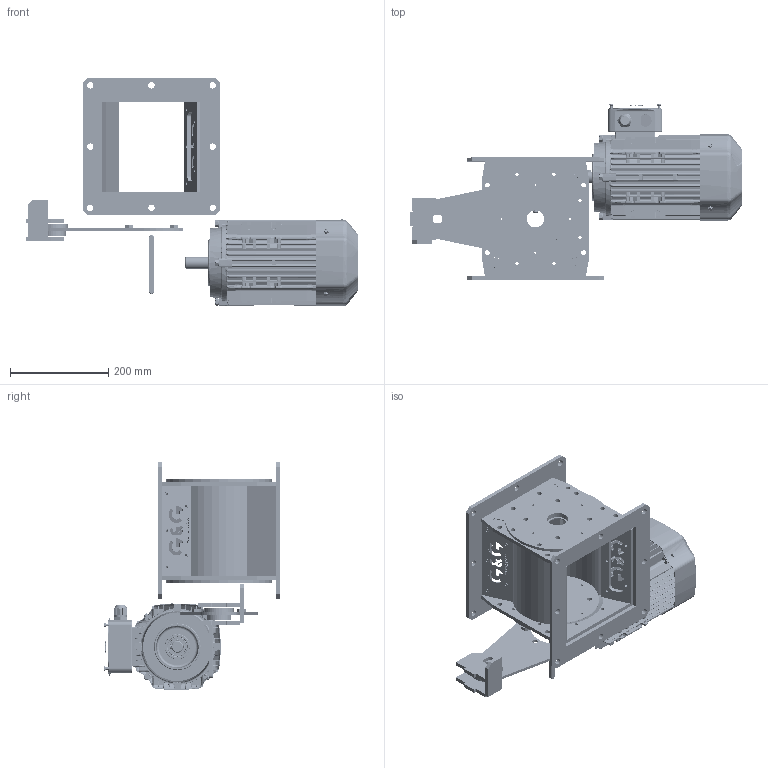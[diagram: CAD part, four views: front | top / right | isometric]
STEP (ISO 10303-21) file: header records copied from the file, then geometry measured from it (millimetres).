
FILE_DESCRIPTION (( 'STEP AP203' ), '1' );
FILE_NAME ('RPHL02.STEP', '2023-11-07T14:12:43', ( '' ), ( '' ), 'SwSTEP 2.0', 'SolidWorks 2022', '' );
FILE_SCHEMA (( 'CONFIG_CONTROL_DESIGN' ));
Length unit declared in the file: millimetre
Products named in the file (26): RP-D001-46 - FLANGE_Výchozí; RP-M004-01 - LOGO COVER_Výchozí; RP-S067-03 - COLLAR_Výchozí; _P_085_BR_R_90_67,00_C_0_-T_B3_-.3d-2_Výchozí; _P_085_BR_R_90_67,00_C_0_-T_B3_-.3d_Výchozí; RP-S162-02 FRONT_Výchozí; RP-D000-67 - COVER_Výchozí; RP-S067-05 - COVER_Výchozí; RP-S187-02 - STRIP_Výchozí; RP-S187-00 - WLDM ANCHOR 20_Výchozí; RP-S067-01 FLANGE_Výchozí; GE3-90S-B14.step_Výchozí; _P_085_BR_R_90_67,00_C_0_-T_B3_-.3d-1_Výchozí; PERO 10e7 x 8 x 120_Výchozí; RP-D000-68 - COVER LOGO_Výchozí; RP-D000-66 - SEAL_Výchozí; RPGG 20-20 HL - EM_Výchozí; RP-S187-03 - STRIP 2_Výchozí; RPHL02; RP-S187-01 - ANGLE_Výchozí; RP-S162-00 WLDM BODY_OBR; RP-S067-04 - COVER_Výchozí
Assembly tree (29 placements, depth 4):
  RPHL02
    RPGG 20-20 HL - EM_Výchozí
      RP-S162-00 WLDM BODY_OBR
        RP-S067-01 FLANGE_Výchozí  x2
        RP-S162-02 FRONT_Výchozí
        RP-S162-02 FRONT_Výchozí
        RP-S067-03 - COLLAR_Výchozí
        RP-S067-03 - COLLAR_Výchozí
        RP-S067-04 - COVER_Výchozí
        RP-S067-05 - COVER_Výchozí
        RP-S067-05 - COVER_Výchozí
        RP-S067-04 - COVER_Výchozí
      RP-D001-46 - FLANGE_Výchozí  x2
      RP-D000-66 - SEAL_Výchozí
      RP-M004-01 - LOGO COVER_Výchozí  x2
        RP-D000-67 - COVER_Výchozí
        RP-D000-68 - COVER LOGO_Výchozí
      PERO 10e7 x 8 x 120_Výchozí
      RP-S187-00 - WLDM ANCHOR 20_Výchozí
        RP-S187-01 - ANGLE_Výchozí
        RP-S187-02 - STRIP_Výchozí  x2
        RP-S187-03 - STRIP 2_Výchozí
      _P_085_BR_R_90_67,00_C_0_-T_B3_-.3d_Výchozí
        _P_085_BR_R_90_67,00_C_0_-T_B3_-.3d-1_Výchozí
        _P_085_BR_R_90_67,00_C_0_-T_B3_-.3d-2_Výchozí
        GE3-90S-B14.step_Výchozí
Bounding box: 677.5 x 360.25 x 465.26 mm (x, y, z)
Volume: 7855741.8 mm3; surface area: 1470248.6 mm2
Topology: 50 solids, 54 shells, 5729 faces, 15015 edges, 9490 vertices
Faces by surface type: plane 2326, cylinder 2010, bspline 693, torus 427, cone 254, sphere 19
Entity records: 322734 total; most frequent: CARTESIAN_POINT 140388, ORIENTED_EDGE 39998, DIRECTION 34044, EDGE_CURVE 19999, VERTEX_POINT 12748, AXIS2_PLACEMENT_3D 12117, LINE 9810, VECTOR 9810
